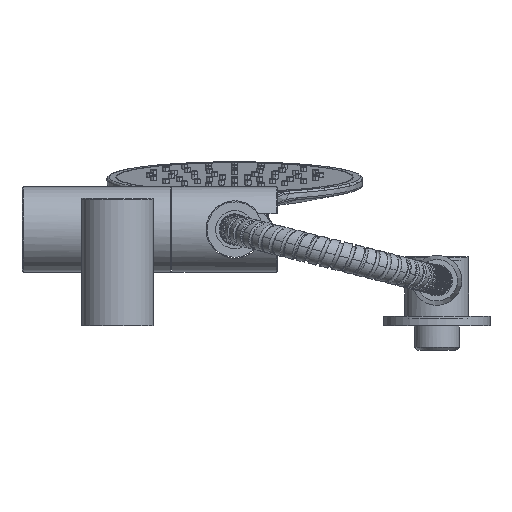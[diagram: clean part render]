
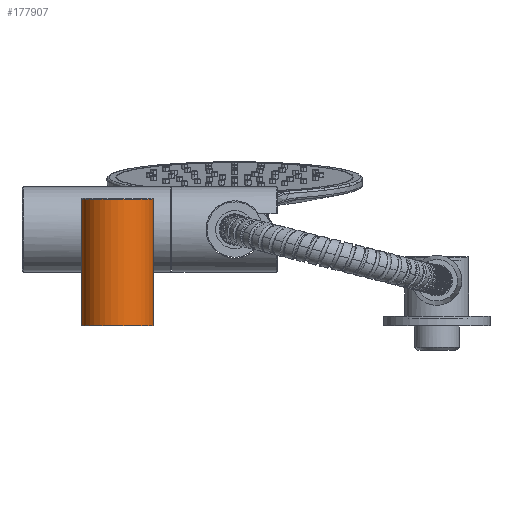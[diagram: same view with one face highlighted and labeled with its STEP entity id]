
A CAD part, front view. The second image highlights one B-rep face of the part: STEP entity #177907.
In plain terms, the highlighted cylindrical face has radius 17 mm (diameter 34 mm), a partial arc.
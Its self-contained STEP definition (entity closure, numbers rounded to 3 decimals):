
#8937 = EDGE_CURVE ( 'NONE', #12505, #50034, #72739, .T. ) ;
#11169 = FACE_OUTER_BOUND ( 'NONE', #18475, .T. ) ;
#12505 = VERTEX_POINT ( 'NONE', #110549 ) ;
#18475 = EDGE_LOOP ( 'NONE', ( #166915, #215958, #43331, #59440 ) ) ;
#28060 = VECTOR ( 'NONE', #105234, 1000. ) ;
#34947 = CARTESIAN_POINT ( 'NONE',  ( 17., -546., 60. ) ) ;
#40340 = DIRECTION ( 'NONE',  ( 1., 0., 0. ) ) ;
#43331 = ORIENTED_EDGE ( 'NONE', *, *, #189213, .T. ) ;
#44775 = CARTESIAN_POINT ( 'NONE',  ( 0., -546., 0.5 ) ) ;
#47985 = CARTESIAN_POINT ( 'NONE',  ( 0., -546., 60. ) ) ;
#50034 = VERTEX_POINT ( 'NONE', #70706 ) ;
#59440 = ORIENTED_EDGE ( 'NONE', *, *, #168159, .T. ) ;
#67310 = AXIS2_PLACEMENT_3D ( 'NONE', #47985, #118253, #188527 ) ;
#69440 = LINE ( 'NONE', #139696, #183882 ) ;
#70706 = CARTESIAN_POINT ( 'NONE',  ( 17., -546., 60. ) ) ;
#72739 = CIRCLE ( 'NONE', #142622, 17. ) ;
#81445 = CYLINDRICAL_SURFACE ( 'NONE', #67310, 17. ) ;
#89049 = AXIS2_PLACEMENT_3D ( 'NONE', #44775, #115056, #185316 ) ;
#93594 = VERTEX_POINT ( 'NONE', #162515 ) ;
#100590 = CARTESIAN_POINT ( 'NONE',  ( 17., -546., 0.5 ) ) ;
#105234 = DIRECTION ( 'NONE',  ( 0., 0., -1. ) ) ;
#110549 = CARTESIAN_POINT ( 'NONE',  ( -17., -546., 60. ) ) ;
#115056 = DIRECTION ( 'NONE',  ( 0., 0., 1. ) ) ;
#118253 = DIRECTION ( 'NONE',  ( 0., 0., -1. ) ) ;
#127900 = CARTESIAN_POINT ( 'NONE',  ( 0., -546., 60. ) ) ;
#139696 = CARTESIAN_POINT ( 'NONE',  ( -17., -546., 60. ) ) ;
#142622 = AXIS2_PLACEMENT_3D ( 'NONE', #127900, #198171, #40340 ) ;
#162515 = CARTESIAN_POINT ( 'NONE',  ( -17., -546., 0.5 ) ) ;
#166915 = ORIENTED_EDGE ( 'NONE', *, *, #217217, .F. ) ;
#168159 = EDGE_CURVE ( 'NONE', #93594, #189153, #188330, .T. ) ;
#177907 = ADVANCED_FACE ( 'NONE', ( #11169 ), #81445, .T. ) ;
#183882 = VECTOR ( 'NONE', #209966, 1000. ) ;
#185316 = DIRECTION ( 'NONE',  ( 1., 0., 0. ) ) ;
#188330 = CIRCLE ( 'NONE', #89049, 17. ) ;
#188527 = DIRECTION ( 'NONE',  ( -1., 0., 0. ) ) ;
#189153 = VERTEX_POINT ( 'NONE', #100590 ) ;
#189213 = EDGE_CURVE ( 'NONE', #12505, #93594, #69440, .T. ) ;
#192764 = LINE ( 'NONE', #34947, #28060 ) ;
#198171 = DIRECTION ( 'NONE',  ( 0., 0., 1. ) ) ;
#209966 = DIRECTION ( 'NONE',  ( 0., 0., -1. ) ) ;
#215958 = ORIENTED_EDGE ( 'NONE', *, *, #8937, .F. ) ;
#217217 = EDGE_CURVE ( 'NONE', #50034, #189153, #192764, .T. ) ;
